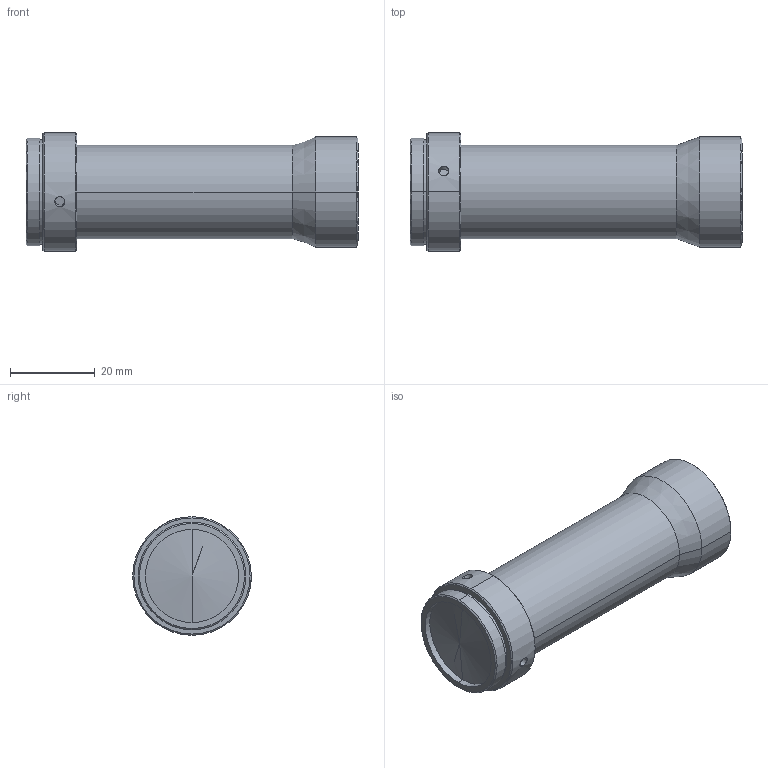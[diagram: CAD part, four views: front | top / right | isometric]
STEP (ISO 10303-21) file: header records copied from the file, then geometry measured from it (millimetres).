
FILE_DESCRIPTION (( 'STEP AP203' ), '1' );
FILE_NAME ('WWH15-65AT.STEP', '2019-12-03T03:33:18', ( 'Windows 蚚誧' ), ( '' ), 'SwSTEP 2.0', 'SolidWorks 2017', '' );
FILE_SCHEMA (( 'CONFIG_CONTROL_DESIGN' ));
Length unit declared in the file: millimetre
Products named in the file (1): WWH15-65AT
Bounding box: 78.39 x 28 x 28 mm (x, y, z)
Volume: 33338.3 mm3; surface area: 7405.9 mm2
Topology: 1 solids, 1 shells, 43 faces, 88 edges, 53 vertices
Faces by surface type: cylinder 20, cone 17, plane 6
Entity records: 1373 total; most frequent: CARTESIAN_POINT 387, DIRECTION 202, ORIENTED_EDGE 172, EDGE_CURVE 86, AXIS2_PLACEMENT_3D 84, VERTEX_POINT 53, EDGE_LOOP 51, FACE_OUTER_BOUND 43
